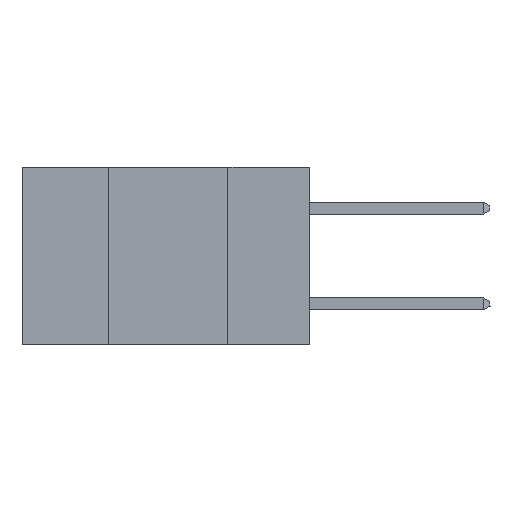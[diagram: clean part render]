
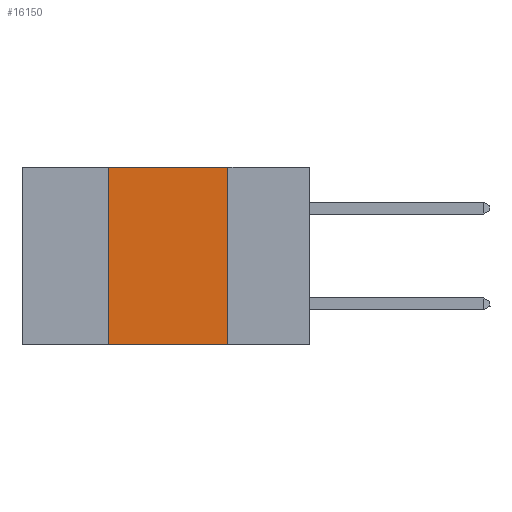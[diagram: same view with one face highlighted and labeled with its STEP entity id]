
A CAD part, left-side view. The second image highlights one B-rep face of the part: STEP entity #16150.
In plain terms, the highlighted planar face has unit normal (-1, 0, 0).
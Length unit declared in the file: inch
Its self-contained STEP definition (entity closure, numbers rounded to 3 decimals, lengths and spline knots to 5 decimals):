
#905 = DIRECTION ( 'NONE',  ( 1., 0., 0. ) ) ;
#956 = EDGE_CURVE ( 'NONE', #4671, #1439, #6528, .T. ) ;
#1070 = VERTEX_POINT ( 'NONE', #11792 ) ;
#1439 = VERTEX_POINT ( 'NONE', #22606 ) ;
#1498 = ORIENTED_EDGE ( 'NONE', *, *, #4244, .F. ) ;
#2299 = VECTOR ( 'NONE', #17992, 39.37008 ) ;
#4244 = EDGE_CURVE ( 'NONE', #4671, #1070, #26689, .T. ) ;
#4671 = VERTEX_POINT ( 'NONE', #7157 ) ;
#5712 = VECTOR ( 'NONE', #14301, 39.37008 ) ;
#6106 = EDGE_LOOP ( 'NONE', ( #12998, #6934, #1498, #14309 ) ) ;
#6439 = EDGE_CURVE ( 'NONE', #1070, #16564, #15689, .T. ) ;
#6528 = LINE ( 'NONE', #19697, #10791 ) ;
#6718 = FACE_OUTER_BOUND ( 'NONE', #6106, .T. ) ;
#6934 = ORIENTED_EDGE ( 'NONE', *, *, #6439, .F. ) ;
#7157 = CARTESIAN_POINT ( 'NONE',  ( 0., 0.42, -0.37 ) ) ;
#7881 = LINE ( 'NONE', #11598, #2299 ) ;
#10419 = DIRECTION ( 'NONE',  ( 0., -1., 0. ) ) ;
#10791 = VECTOR ( 'NONE', #12386, 39.37008 ) ;
#11384 = CARTESIAN_POINT ( 'NONE',  ( 0., 0.6, 0. ) ) ;
#11598 = CARTESIAN_POINT ( 'NONE',  ( 0., 0.17, 0. ) ) ;
#11792 = CARTESIAN_POINT ( 'NONE',  ( 0., 0.42, 0. ) ) ;
#12386 = DIRECTION ( 'NONE',  ( 0., -1., 0. ) ) ;
#12998 = ORIENTED_EDGE ( 'NONE', *, *, #24785, .F. ) ;
#14301 = DIRECTION ( 'NONE',  ( 0., 0., 1. ) ) ;
#14309 = ORIENTED_EDGE ( 'NONE', *, *, #956, .T. ) ;
#15024 = VECTOR ( 'NONE', #10419, 39.37008 ) ;
#15667 = DIRECTION ( 'NONE',  ( 0., 0., -1. ) ) ;
#15689 = LINE ( 'NONE', #16805, #15024 ) ;
#16150 = ADVANCED_FACE ( 'NONE', ( #6718 ), #23950, .F. ) ;
#16564 = VERTEX_POINT ( 'NONE', #21131 ) ;
#16805 = CARTESIAN_POINT ( 'NONE',  ( 0., 0.6, 0. ) ) ;
#17992 = DIRECTION ( 'NONE',  ( 0., 0., -1. ) ) ;
#19697 = CARTESIAN_POINT ( 'NONE',  ( 0., 0.6, -0.37 ) ) ;
#20646 = CARTESIAN_POINT ( 'NONE',  ( 0., 0.42, 0. ) ) ;
#21131 = CARTESIAN_POINT ( 'NONE',  ( 0., 0.17, 0. ) ) ;
#22606 = CARTESIAN_POINT ( 'NONE',  ( 0., 0.17, -0.37 ) ) ;
#23950 = PLANE ( 'NONE',  #25833 ) ;
#24785 = EDGE_CURVE ( 'NONE', #16564, #1439, #7881, .T. ) ;
#25833 = AXIS2_PLACEMENT_3D ( 'NONE', #11384, #905, #15667 ) ;
#26689 = LINE ( 'NONE', #20646, #5712 ) ;
